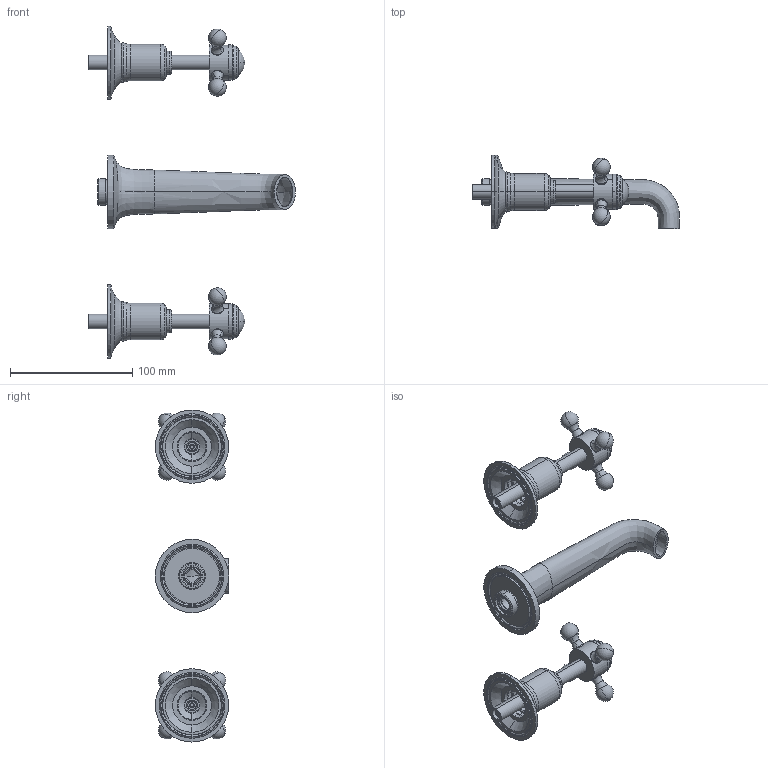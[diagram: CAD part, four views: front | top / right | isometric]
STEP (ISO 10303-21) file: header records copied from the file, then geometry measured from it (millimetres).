
FILE_DESCRIPTION((''),'2;1');
FILE_NAME('76089_ASM','2018-08-07T',('MQ'),(''),'PRO/ENGINEER BY PARAMETRIC TECHNOLOGY CORPORATION, 2012130','PRO/ENGINEER BY PARAMETRIC TECHNOLOGY CORPORATION, 2012130','');
FILE_SCHEMA(('CONFIG_CONTROL_DESIGN'));
Length unit declared in the file: millimetre
Products named in the file (31): MANIFOLD_SOLID_BREP_1944; MANIFOLD_SOLID_BREP_1946; MANIFOLD_SOLID_BREP_1948; MANIFOLD_SOLID_BREP_1950; MANIFOLD_SOLID_BREP_1952; MANIFOLD_SOLID_BREP_1954; MANIFOLD_SOLID_BREP_1955; MANIFOLD_SOLID_BREP_1956; MANIFOLD_SOLID_BREP_1957; MANIFOLD_SOLID_BREP_1959; MANIFOLD_SOLID_BREP_1960; MANIFOLD_SOLID_BREP_1961; MANIFOLD_SOLID_BREP_1962; MANIFOLD_SOLID_BREP_1964; MANIFOLD_SOLID_BREP_1965; MANIFOLD_SOLID_BREP_1966; MANIFOLD_SOLID_BREP_1967; MANIFOLD_SOLID_BREP_1968; MANIFOLD_SOLID_BREP_1969; MANIFOLD_SOLID_BREP_1971; MANIFOLD_SOLID_BREP_1973; MANIFOLD_SOLID_BREP_1975; MANIFOLD_SOLID_BREP_1977; MANIFOLD_SOLID_BREP_1978; MANIFOLD_SOLID_BREP_1979; MANIFOLD_SOLID_BREP_1982; MANIFOLD_SOLID_BREP_1983; MANIFOLD_SOLID_BREP_1984; MANIFOLD_SOLID_BREP_1985; ADMI8CBDCPEL_ASM; 76089_ASM
Assembly tree (30 placements, depth 3):
  76089_ASM
    ADMI8CBDCPEL_ASM
      MANIFOLD_SOLID_BREP_1944
      MANIFOLD_SOLID_BREP_1946
      MANIFOLD_SOLID_BREP_1948
      MANIFOLD_SOLID_BREP_1950
      MANIFOLD_SOLID_BREP_1952
      MANIFOLD_SOLID_BREP_1954
      MANIFOLD_SOLID_BREP_1955
      MANIFOLD_SOLID_BREP_1956
      MANIFOLD_SOLID_BREP_1957
      MANIFOLD_SOLID_BREP_1959
      MANIFOLD_SOLID_BREP_1960
      MANIFOLD_SOLID_BREP_1961
      MANIFOLD_SOLID_BREP_1962
      MANIFOLD_SOLID_BREP_1964
      MANIFOLD_SOLID_BREP_1965
      MANIFOLD_SOLID_BREP_1966
      MANIFOLD_SOLID_BREP_1967
      MANIFOLD_SOLID_BREP_1968
      MANIFOLD_SOLID_BREP_1969
      MANIFOLD_SOLID_BREP_1971
      MANIFOLD_SOLID_BREP_1973
      MANIFOLD_SOLID_BREP_1975
      MANIFOLD_SOLID_BREP_1977
      MANIFOLD_SOLID_BREP_1978
      MANIFOLD_SOLID_BREP_1979
      MANIFOLD_SOLID_BREP_1982
      MANIFOLD_SOLID_BREP_1983
      MANIFOLD_SOLID_BREP_1984
      MANIFOLD_SOLID_BREP_1985
Bounding box: 169.45 x 60 x 272 mm (x, y, z)
Volume: 134003.3 mm3; surface area: 110773.5 mm2
Topology: 29 solids, 29 shells, 666 faces, 1424 edges, 834 vertices
Faces by surface type: cylinder 230, cone 138, plane 130, torus 112, bspline 32, sphere 24
Entity records: 23773 total; most frequent: CARTESIAN_POINT 8441, DIRECTION 3592, ORIENTED_EDGE 2744, AXIS2_PLACEMENT_3D 1586, EDGE_CURVE 1372, CIRCLE 862, VERTEX_POINT 834, EDGE_LOOP 770
